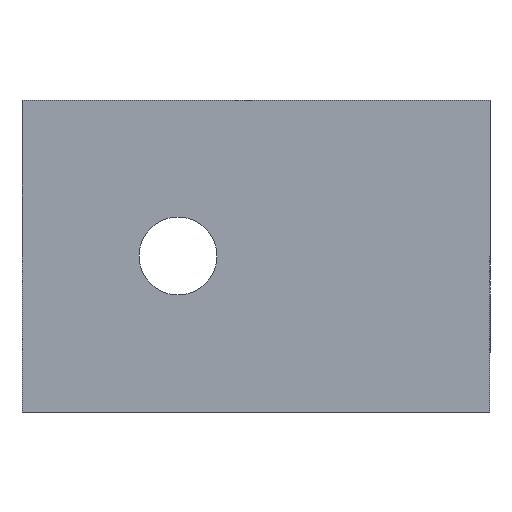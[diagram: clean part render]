
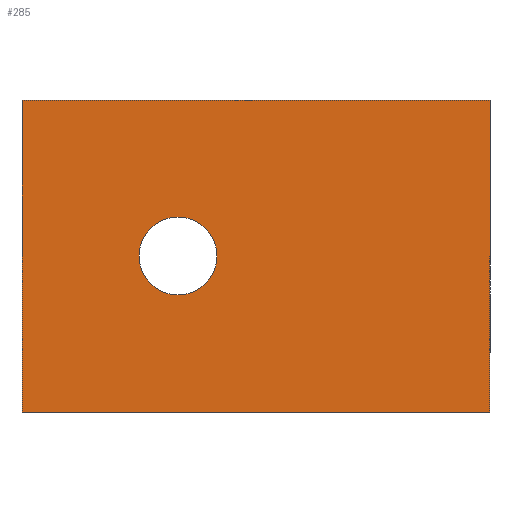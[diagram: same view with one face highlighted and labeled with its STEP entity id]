
A CAD part, front view. The second image highlights one B-rep face of the part: STEP entity #285.
In plain terms, the highlighted planar face has unit normal (0, -1, 0).
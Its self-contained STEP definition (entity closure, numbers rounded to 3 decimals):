
#7 = VERTEX_POINT ( 'NONE', #198 ) ;
#13 = EDGE_CURVE ( 'NONE', #253, #7, #173, .T. ) ;
#20 = LINE ( 'NONE', #264, #224 ) ;
#31 = EDGE_CURVE ( 'NONE', #281, #292, #172, .T. ) ;
#58 = EDGE_CURVE ( 'NONE', #225, #253, #20, .T. ) ;
#62 = EDGE_LOOP ( 'NONE', ( #287, #324 ) ) ;
#70 = VECTOR ( 'NONE', #207, 1000. ) ;
#84 = DIRECTION ( 'NONE',  ( 0., 1., 0. ) ) ;
#113 = DIRECTION ( 'NONE',  ( 0., 0., 1. ) ) ;
#116 = VECTOR ( 'NONE', #242, 1000. ) ;
#124 = CIRCLE ( 'NONE', #320, 1.25 ) ;
#126 = CARTESIAN_POINT ( 'NONE',  ( -7.5, 0., -5. ) ) ;
#127 = EDGE_CURVE ( 'NONE', #359, #225, #147, .T. ) ;
#141 = CARTESIAN_POINT ( 'NONE',  ( -2.5, 0., 0. ) ) ;
#145 = DIRECTION ( 'NONE',  ( 1., 0., 0. ) ) ;
#147 = LINE ( 'NONE', #263, #116 ) ;
#150 = LINE ( 'NONE', #376, #70 ) ;
#151 = CARTESIAN_POINT ( 'NONE',  ( -2.5, 0., -1.25 ) ) ;
#154 = CARTESIAN_POINT ( 'NONE',  ( 0., 0., 0. ) ) ;
#165 = EDGE_CURVE ( 'NONE', #7, #359, #150, .T. ) ;
#171 = ORIENTED_EDGE ( 'NONE', *, *, #58, .F. ) ;
#172 = CIRCLE ( 'NONE', #334, 1.25 ) ;
#173 = LINE ( 'NONE', #331, #313 ) ;
#183 = PLANE ( 'NONE',  #291 ) ;
#198 = CARTESIAN_POINT ( 'NONE',  ( 7.5, 0., 5. ) ) ;
#200 = EDGE_CURVE ( 'NONE', #292, #281, #124, .T. ) ;
#207 = DIRECTION ( 'NONE',  ( 0., 0., -1. ) ) ;
#212 = CARTESIAN_POINT ( 'NONE',  ( -2.5, 0., 0. ) ) ;
#224 = VECTOR ( 'NONE', #113, 1000. ) ;
#225 = VERTEX_POINT ( 'NONE', #126 ) ;
#242 = DIRECTION ( 'NONE',  ( -1., 0., 0. ) ) ;
#250 = CARTESIAN_POINT ( 'NONE',  ( 7.5, 0., -5. ) ) ;
#253 = VERTEX_POINT ( 'NONE', #355 ) ;
#263 = CARTESIAN_POINT ( 'NONE',  ( -7.5, 0., -5. ) ) ;
#264 = CARTESIAN_POINT ( 'NONE',  ( -7.5, 0., -5. ) ) ;
#271 = FACE_OUTER_BOUND ( 'NONE', #279, .T. ) ;
#274 = DIRECTION ( 'NONE',  ( 0., 0., 1. ) ) ;
#279 = EDGE_LOOP ( 'NONE', ( #350, #336, #171, #323 ) ) ;
#281 = VERTEX_POINT ( 'NONE', #151 ) ;
#285 = ADVANCED_FACE ( 'NONE', ( #302, #271 ), #183, .F. ) ;
#287 = ORIENTED_EDGE ( 'NONE', *, *, #200, .T. ) ;
#291 = AXIS2_PLACEMENT_3D ( 'NONE', #154, #412, #381 ) ;
#292 = VERTEX_POINT ( 'NONE', #349 ) ;
#302 = FACE_BOUND ( 'NONE', #62, .T. ) ;
#308 = DIRECTION ( 'NONE',  ( 0., 1., 0. ) ) ;
#313 = VECTOR ( 'NONE', #145, 1000. ) ;
#320 = AXIS2_PLACEMENT_3D ( 'NONE', #212, #308, #274 ) ;
#323 = ORIENTED_EDGE ( 'NONE', *, *, #127, .F. ) ;
#324 = ORIENTED_EDGE ( 'NONE', *, *, #31, .T. ) ;
#331 = CARTESIAN_POINT ( 'NONE',  ( -7.5, 0., 5. ) ) ;
#334 = AXIS2_PLACEMENT_3D ( 'NONE', #141, #84, #373 ) ;
#336 = ORIENTED_EDGE ( 'NONE', *, *, #13, .F. ) ;
#349 = CARTESIAN_POINT ( 'NONE',  ( -2.5, 0., 1.25 ) ) ;
#350 = ORIENTED_EDGE ( 'NONE', *, *, #165, .F. ) ;
#355 = CARTESIAN_POINT ( 'NONE',  ( -7.5, 0., 5. ) ) ;
#359 = VERTEX_POINT ( 'NONE', #250 ) ;
#373 = DIRECTION ( 'NONE',  ( 0., 0., 1. ) ) ;
#376 = CARTESIAN_POINT ( 'NONE',  ( 7.5, 0., -5. ) ) ;
#381 = DIRECTION ( 'NONE',  ( 0., 0., 1. ) ) ;
#412 = DIRECTION ( 'NONE',  ( 0., 1., 0. ) ) ;
